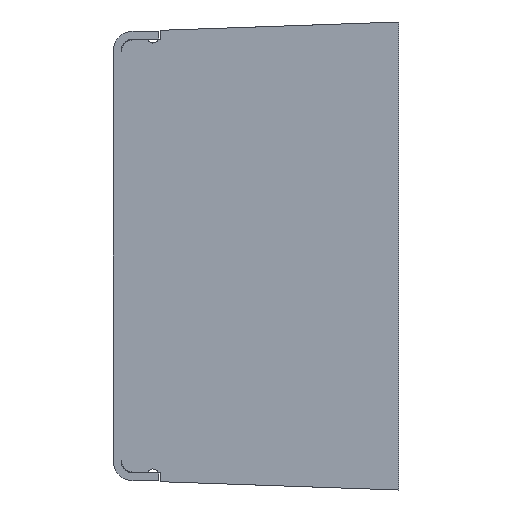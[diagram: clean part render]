
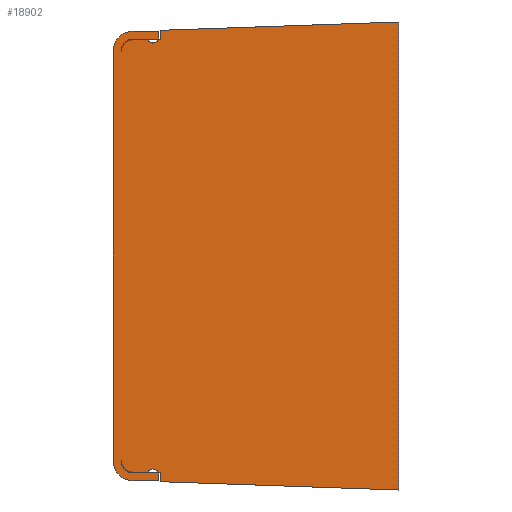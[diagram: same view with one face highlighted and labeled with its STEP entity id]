
A CAD part, left-side view. The second image highlights one B-rep face of the part: STEP entity #18902.
In plain terms, the highlighted planar face has unit normal (-1, 0, 0).
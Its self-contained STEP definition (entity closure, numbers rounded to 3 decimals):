
#14=CARTESIAN_POINT('',(-30.,67.,-51.7));
#15=DIRECTION('',(-1.,0.,0.));
#16=DIRECTION('',(0.,1.,0.));
#17=AXIS2_PLACEMENT_3D('',#14,#15,#16);
#19=DIRECTION('',(0.,-1.,0.));
#20=VECTOR('',#19,6.5);
#21=CARTESIAN_POINT('',(-30.,67.,-54.7));
#22=LINE('',#21,#20);
#23=DIRECTION('',(0.,0.,-1.));
#24=VECTOR('',#23,2.);
#25=CARTESIAN_POINT('',(-30.,60.5,-54.7));
#26=LINE('',#25,#24);
#27=DIRECTION('',(0.,1.,0.));
#28=VECTOR('',#27,6.5);
#29=CARTESIAN_POINT('',(-30.,60.5,-56.7));
#30=LINE('',#29,#28);
#31=CARTESIAN_POINT('',(-30.,67.,-51.7));
#32=DIRECTION('',(1.,0.,0.));
#33=DIRECTION('',(0.,0.,-1.));
#34=AXIS2_PLACEMENT_3D('',#31,#32,#33);
#36=DIRECTION('',(0.,0.,1.));
#37=VECTOR('',#36,103.4);
#38=CARTESIAN_POINT('',(-30.,72.,-51.7));
#39=LINE('',#38,#37);
#40=CARTESIAN_POINT('',(-30.,67.,51.7));
#41=DIRECTION('',(1.,0.,0.));
#42=DIRECTION('',(0.,1.,0.));
#43=AXIS2_PLACEMENT_3D('',#40,#41,#42);
#45=DIRECTION('',(0.,-1.,0.));
#46=VECTOR('',#45,6.5);
#47=CARTESIAN_POINT('',(-30.,67.,56.7));
#48=LINE('',#47,#46);
#49=DIRECTION('',(0.,0.,-1.));
#50=VECTOR('',#49,2.);
#51=CARTESIAN_POINT('',(-30.,60.5,56.7));
#52=LINE('',#51,#50);
#53=DIRECTION('',(0.,1.,0.));
#54=VECTOR('',#53,6.5);
#55=CARTESIAN_POINT('',(-30.,60.5,54.7));
#56=LINE('',#55,#54);
#57=CARTESIAN_POINT('',(-30.,67.,51.7));
#58=DIRECTION('',(-1.,0.,0.));
#59=DIRECTION('',(0.,0.,1.));
#60=AXIS2_PLACEMENT_3D('',#57,#58,#59);
#62=CARTESIAN_POINT('',(-30.,67.,51.5));
#63=DIRECTION('',(1.,0.,0.));
#64=DIRECTION('',(0.,0.998,0.067));
#65=AXIS2_PLACEMENT_3D('',#62,#63,#64);
#67=CARTESIAN_POINT('',(-30.,62.,55.2));
#68=DIRECTION('',(-1.,0.,0.));
#69=DIRECTION('',(0.,0.884,-0.467));
#70=AXIS2_PLACEMENT_3D('',#67,#68,#69);
#72=CARTESIAN_POINT('',(-30.,62.,55.2));
#73=DIRECTION('',(-1.,0.,0.));
#74=DIRECTION('',(0.,0.,-1.));
#75=AXIS2_PLACEMENT_3D('',#72,#73,#74);
#77=DIRECTION('',(0.,-0.999,0.035));
#78=VECTOR('',#77,60.037);
#79=CARTESIAN_POINT('',(-30.,60.,56.905));
#80=LINE('',#79,#78);
#81=DIRECTION('',(0.,0.999,0.035));
#82=VECTOR('',#81,60.037);
#83=CARTESIAN_POINT('',(-30.,0.,-59.));
#84=LINE('',#83,#82);
#85=CARTESIAN_POINT('',(-30.,62.,-55.2));
#86=DIRECTION('',(-1.,0.,0.));
#87=DIRECTION('',(0.,-0.884,0.467));
#88=AXIS2_PLACEMENT_3D('',#85,#86,#87);
#90=CARTESIAN_POINT('',(-30.,62.,-55.2));
#91=DIRECTION('',(-1.,0.,0.));
#92=DIRECTION('',(0.,0.,1.));
#93=AXIS2_PLACEMENT_3D('',#90,#91,#92);
#95=CARTESIAN_POINT('',(-30.,67.,-51.5));
#96=DIRECTION('',(1.,0.,0.));
#97=DIRECTION('',(0.,0.,-1.));
#98=AXIS2_PLACEMENT_3D('',#95,#96,#97);
#392=DIRECTION('',(0.,-1.,0.));
#393=VECTOR('',#392,3.673);
#394=CARTESIAN_POINT('',(-30.,67.,-54.5));
#395=LINE('',#394,#393);
#416=DIRECTION('',(0.,-1.,0.));
#417=VECTOR('',#416,0.673);
#418=CARTESIAN_POINT('',(-30.,60.673,-54.5));
#419=LINE('',#418,#417);
#424=DIRECTION('',(0.,0.,-1.));
#425=VECTOR('',#424,2.405);
#426=CARTESIAN_POINT('',(-30.,60.,-54.5));
#427=LINE('',#426,#425);
#2533=DIRECTION('',(0.,0.,1.));
#2534=VECTOR('',#2533,118.);
#2535=CARTESIAN_POINT('',(-30.,0.,-59.));
#2536=LINE('',#2535,#2534);
#15050=DIRECTION('',(0.,0.,-1.));
#15051=VECTOR('',#15050,2.405);
#15052=CARTESIAN_POINT('',(-30.,60.,56.905));
#15053=LINE('',#15052,#15051);
#15054=DIRECTION('',(0.,1.,0.));
#15055=VECTOR('',#15054,0.673);
#15056=CARTESIAN_POINT('',(-30.,60.,54.5));
#15057=LINE('',#15056,#15055);
#15082=DIRECTION('',(0.,1.,0.));
#15083=VECTOR('',#15082,3.673);
#15084=CARTESIAN_POINT('',(-30.,63.327,54.5));
#15085=LINE('',#15084,#15083);
#15157=CARTESIAN_POINT('',(-30.,70.,-51.699));
#15158=CARTESIAN_POINT('',(-30.,67.,-54.7));
#15159=VERTEX_POINT('',#15157);
#15160=VERTEX_POINT('',#15158);
#15161=CARTESIAN_POINT('',(-30.,60.5,-54.7));
#15162=VERTEX_POINT('',#15161);
#15163=CARTESIAN_POINT('',(-30.,60.5,-56.7));
#15164=VERTEX_POINT('',#15163);
#15165=CARTESIAN_POINT('',(-30.,67.,-56.7));
#15166=VERTEX_POINT('',#15165);
#15167=CARTESIAN_POINT('',(-30.,72.,-51.7));
#15168=VERTEX_POINT('',#15167);
#15169=CARTESIAN_POINT('',(-30.,72.,51.7));
#15170=VERTEX_POINT('',#15169);
#15171=CARTESIAN_POINT('',(-30.,67.,56.7));
#15172=VERTEX_POINT('',#15171);
#15173=CARTESIAN_POINT('',(-30.,60.5,56.7));
#15174=VERTEX_POINT('',#15173);
#15175=CARTESIAN_POINT('',(-30.,60.5,54.7));
#15176=VERTEX_POINT('',#15175);
#15177=CARTESIAN_POINT('',(-30.,67.,54.7));
#15178=VERTEX_POINT('',#15177);
#15179=CARTESIAN_POINT('',(-30.,70.,51.7));
#15180=VERTEX_POINT('',#15179);
#15181=CARTESIAN_POINT('',(-30.,67.,54.5));
#15182=VERTEX_POINT('',#15181);
#15183=CARTESIAN_POINT('',(-30.,63.327,54.5));
#15184=VERTEX_POINT('',#15183);
#15185=CARTESIAN_POINT('',(-30.,62.,53.7));
#15186=VERTEX_POINT('',#15185);
#15187=CARTESIAN_POINT('',(-30.,60.673,54.5));
#15188=VERTEX_POINT('',#15187);
#15189=CARTESIAN_POINT('',(-30.,60.,54.5));
#15190=VERTEX_POINT('',#15189);
#15191=CARTESIAN_POINT('',(-30.,60.,56.905));
#15192=VERTEX_POINT('',#15191);
#15193=CARTESIAN_POINT('',(-30.,0.,59.));
#15194=VERTEX_POINT('',#15193);
#15195=CARTESIAN_POINT('',(-30.,0.,-59.));
#15196=VERTEX_POINT('',#15195);
#15197=CARTESIAN_POINT('',(-30.,60.,-56.905));
#15198=VERTEX_POINT('',#15197);
#15199=CARTESIAN_POINT('',(-30.,60.,-54.5));
#15200=VERTEX_POINT('',#15199);
#15201=CARTESIAN_POINT('',(-30.,60.673,-54.5));
#15202=VERTEX_POINT('',#15201);
#15203=CARTESIAN_POINT('',(-30.,62.,-53.7));
#15204=VERTEX_POINT('',#15203);
#15205=CARTESIAN_POINT('',(-30.,63.327,-54.5));
#15206=VERTEX_POINT('',#15205);
#15207=CARTESIAN_POINT('',(-30.,67.,-54.5));
#15208=VERTEX_POINT('',#15207);
#18843=CARTESIAN_POINT('',(-30.,0.,0.));
#18844=DIRECTION('',(1.,0.,0.));
#18845=DIRECTION('',(0.,0.,-1.));
#18846=AXIS2_PLACEMENT_3D('',#18843,#18844,#18845);
#18847=PLANE('',#18846);
#18849=ORIENTED_EDGE('',*,*,#18848,.T.);
#18851=ORIENTED_EDGE('',*,*,#18850,.T.);
#18853=ORIENTED_EDGE('',*,*,#18852,.T.);
#18855=ORIENTED_EDGE('',*,*,#18854,.T.);
#18857=ORIENTED_EDGE('',*,*,#18856,.T.);
#18859=ORIENTED_EDGE('',*,*,#18858,.T.);
#18861=ORIENTED_EDGE('',*,*,#18860,.T.);
#18863=ORIENTED_EDGE('',*,*,#18862,.T.);
#18865=ORIENTED_EDGE('',*,*,#18864,.T.);
#18867=ORIENTED_EDGE('',*,*,#18866,.T.);
#18869=ORIENTED_EDGE('',*,*,#18868,.T.);
#18871=ORIENTED_EDGE('',*,*,#18870,.T.);
#18873=ORIENTED_EDGE('',*,*,#18872,.F.);
#18875=ORIENTED_EDGE('',*,*,#18874,.T.);
#18877=ORIENTED_EDGE('',*,*,#18876,.T.);
#18879=ORIENTED_EDGE('',*,*,#18878,.F.);
#18881=ORIENTED_EDGE('',*,*,#18880,.F.);
#18883=ORIENTED_EDGE('',*,*,#18882,.T.);
#18885=ORIENTED_EDGE('',*,*,#18884,.F.);
#18887=ORIENTED_EDGE('',*,*,#18886,.T.);
#18889=ORIENTED_EDGE('',*,*,#18888,.F.);
#18891=ORIENTED_EDGE('',*,*,#18890,.F.);
#18893=ORIENTED_EDGE('',*,*,#18892,.T.);
#18895=ORIENTED_EDGE('',*,*,#18894,.T.);
#18897=ORIENTED_EDGE('',*,*,#18896,.F.);
#18899=ORIENTED_EDGE('',*,*,#18898,.T.);
#18900=EDGE_LOOP('',(#18849,#18851,#18853,#18855,#18857,#18859,#18861,#18863,
#18865,#18867,#18869,#18871,#18873,#18875,#18877,#18879,#18881,#18883,#18885,
#18887,#18889,#18891,#18893,#18895,#18897,#18899));
#18901=FACE_OUTER_BOUND('',#18900,.F.);
#18902=ADVANCED_FACE('',(#18901),#18847,.F.);
#18=CIRCLE('',#17,3.);
#35=CIRCLE('',#34,5.);
#44=CIRCLE('',#43,5.);
#61=CIRCLE('',#60,3.);
#66=CIRCLE('',#65,3.);
#71=CIRCLE('',#70,1.5);
#76=CIRCLE('',#75,1.5);
#89=CIRCLE('',#88,1.5);
#94=CIRCLE('',#93,1.5);
#99=CIRCLE('',#98,3.);
#18848=EDGE_CURVE('',#15159,#15160,#18,.T.);
#18850=EDGE_CURVE('',#15160,#15162,#22,.T.);
#18852=EDGE_CURVE('',#15162,#15164,#26,.T.);
#18854=EDGE_CURVE('',#15164,#15166,#30,.T.);
#18856=EDGE_CURVE('',#15166,#15168,#35,.T.);
#18858=EDGE_CURVE('',#15168,#15170,#39,.T.);
#18860=EDGE_CURVE('',#15170,#15172,#44,.T.);
#18862=EDGE_CURVE('',#15172,#15174,#48,.T.);
#18864=EDGE_CURVE('',#15174,#15176,#52,.T.);
#18866=EDGE_CURVE('',#15176,#15178,#56,.T.);
#18868=EDGE_CURVE('',#15178,#15180,#61,.T.);
#18870=EDGE_CURVE('',#15180,#15182,#66,.T.);
#18872=EDGE_CURVE('',#15184,#15182,#15085,.T.);
#18874=EDGE_CURVE('',#15184,#15186,#71,.T.);
#18876=EDGE_CURVE('',#15186,#15188,#76,.T.);
#18878=EDGE_CURVE('',#15190,#15188,#15057,.T.);
#18880=EDGE_CURVE('',#15192,#15190,#15053,.T.);
#18882=EDGE_CURVE('',#15192,#15194,#80,.T.);
#18884=EDGE_CURVE('',#15196,#15194,#2536,.T.);
#18886=EDGE_CURVE('',#15196,#15198,#84,.T.);
#18888=EDGE_CURVE('',#15200,#15198,#427,.T.);
#18890=EDGE_CURVE('',#15202,#15200,#419,.T.);
#18892=EDGE_CURVE('',#15202,#15204,#89,.T.);
#18894=EDGE_CURVE('',#15204,#15206,#94,.T.);
#18896=EDGE_CURVE('',#15208,#15206,#395,.T.);
#18898=EDGE_CURVE('',#15208,#15159,#99,.T.);
